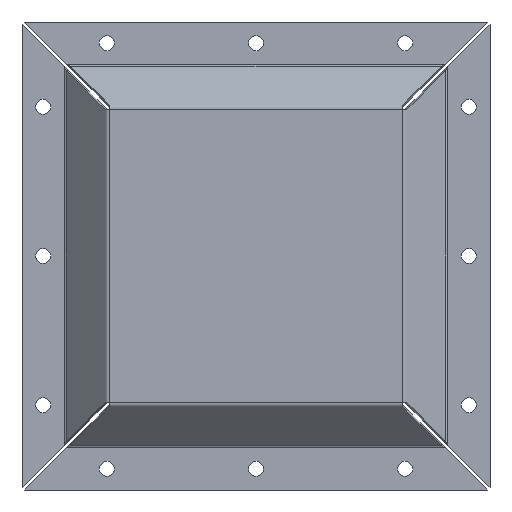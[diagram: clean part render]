
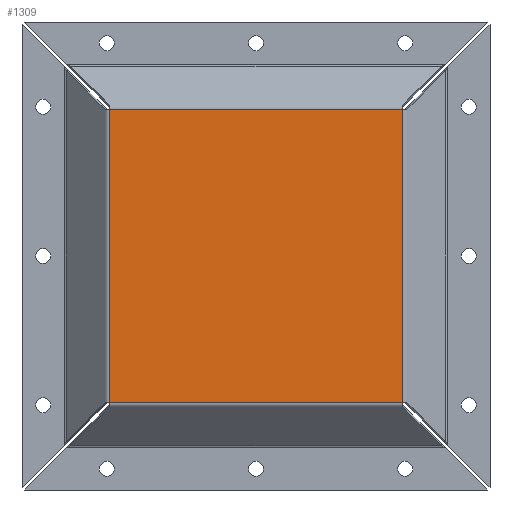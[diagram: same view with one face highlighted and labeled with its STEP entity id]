
A CAD part, front view. The second image highlights one B-rep face of the part: STEP entity #1309.
In plain terms, the highlighted planar face has unit normal (0, -1, 0).
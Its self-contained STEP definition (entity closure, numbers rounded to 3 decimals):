
#99=PLANE('',#1445);
#189=FACE_OUTER_BOUND('',#295,.T.);
#295=EDGE_LOOP('',(#1193,#1194,#1195,#1196));
#399=LINE('',#2255,#519);
#405=LINE('',#2274,#525);
#411=LINE('',#2293,#531);
#416=LINE('',#2309,#536);
#519=VECTOR('',#1731,10.);
#525=VECTOR('',#1757,10.);
#531=VECTOR('',#1783,10.);
#536=VECTOR('',#1808,10.);
#664=VERTEX_POINT('',#2247);
#665=VERTEX_POINT('',#2251);
#668=VERTEX_POINT('',#2268);
#671=VERTEX_POINT('',#2287);
#819=EDGE_CURVE('',#665,#664,#399,.T.);
#829=EDGE_CURVE('',#664,#668,#405,.T.);
#839=EDGE_CURVE('',#668,#671,#411,.T.);
#848=EDGE_CURVE('',#671,#665,#416,.T.);
#1193=ORIENTED_EDGE('',*,*,#819,.T.);
#1194=ORIENTED_EDGE('',*,*,#829,.T.);
#1195=ORIENTED_EDGE('',*,*,#839,.T.);
#1196=ORIENTED_EDGE('',*,*,#848,.T.);
#1309=ADVANCED_FACE('',(#189),#99,.F.);
#1445=AXIS2_PLACEMENT_3D('',#2310,#1809,#1810);
#1731=DIRECTION('',(0.,0.,-1.));
#1757=DIRECTION('',(1.,0.,0.));
#1783=DIRECTION('',(0.,0.,1.));
#1808=DIRECTION('',(-1.,0.,0.));
#1809=DIRECTION('center_axis',(0.,1.,0.));
#1810=DIRECTION('ref_axis',(1.,0.,0.));
#2247=CARTESIAN_POINT('',(-49.172,0.,-49.172));
#2251=CARTESIAN_POINT('',(-49.172,0.,49.172));
#2255=CARTESIAN_POINT('',(-49.172,0.,24.586));
#2268=CARTESIAN_POINT('',(49.172,0.,-49.172));
#2274=CARTESIAN_POINT('',(-24.586,0.,-49.172));
#2287=CARTESIAN_POINT('',(49.172,0.,49.172));
#2293=CARTESIAN_POINT('',(49.172,0.,-24.586));
#2309=CARTESIAN_POINT('',(24.586,0.,49.172));
#2310=CARTESIAN_POINT('Origin',(0.,0.,0.));
